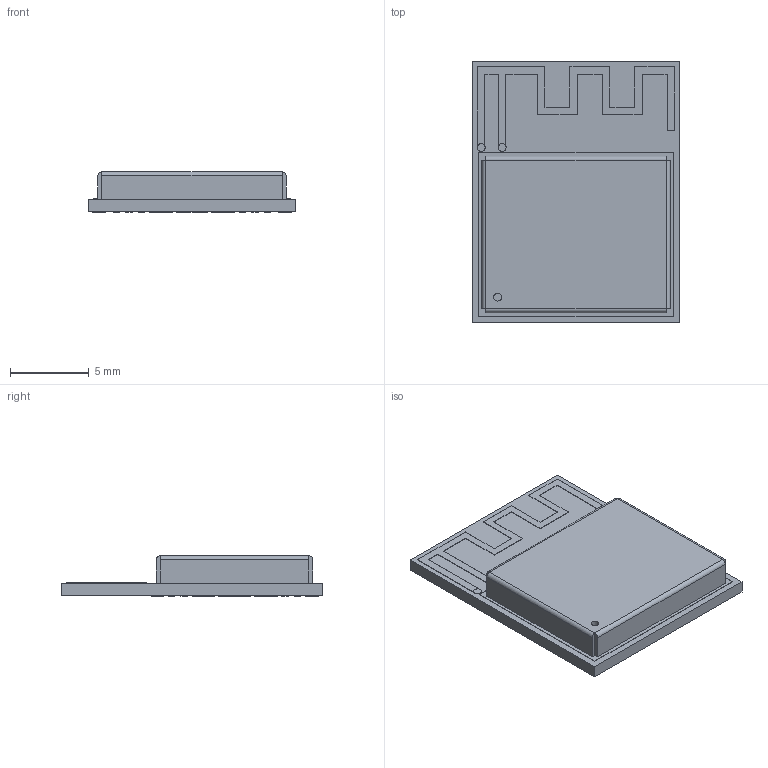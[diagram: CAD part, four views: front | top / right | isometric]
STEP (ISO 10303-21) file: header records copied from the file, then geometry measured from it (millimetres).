
FILE_DESCRIPTION(/* description */ (''),/* implementation_level */ '2;1');
FILE_NAME(/* name */ 'Espressif ESP32-C3-MINI-1.step',/* time_stamp */ '2024-11-07T16:33:52Z',/* author */ (''),/* organization */ (''),/* preprocessor_version */ 'ST-DEVELOPER v20',/* originating_system */ 'Autodesk Translation Framework v13.20.0.188',/* authorisation */ '');
FILE_SCHEMA (('AUTOMOTIVE_DESIGN { 1 0 10303 214 3 1 1 }'));
Length unit declared in the file: millimetre
Products named in the file (1): Espressif ESP32-C3-MINI-1
Bounding box: 13.2 x 16.6 x 2.55 mm (x, y, z)
Volume: 381.2 mm3; surface area: 562.3 mm2
Topology: 1 solids, 1 shells, 369 faces, 894 edges, 592 vertices
Faces by surface type: plane 360, cylinder 9
Full cylindrical faces by diameter (mm): 0.5 x1
Entity records: 10680 total; most frequent: CARTESIAN_POINT 1856, ORIENTED_EDGE 1788, DIRECTION 1652, EDGE_CURVE 894, LINE 876, VECTOR 876, VERTEX_POINT 592, EDGE_LOOP 434
